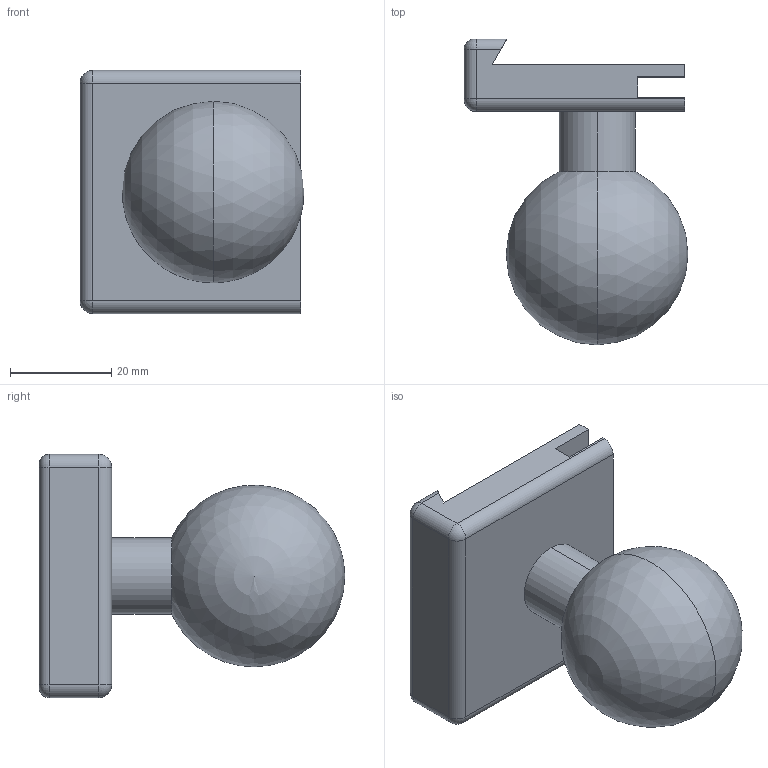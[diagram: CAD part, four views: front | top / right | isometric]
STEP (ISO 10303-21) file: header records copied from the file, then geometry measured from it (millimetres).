
FILE_DESCRIPTION (( 'STEP AP214' ), '1' );
FILE_NAME ('Beike Bk-03 floating part.STEP', '2015-10-20T23:31:02', ( '' ), ( '' ), 'SwSTEP 2.0', 'SolidWorks 2015', '' );
FILE_SCHEMA (( 'AUTOMOTIVE_DESIGN' ));
Length unit declared in the file: millimetre
Products named in the file (1): Beike Bk-03 floating part
Bounding box: 44.17 x 60.3 x 48 mm (x, y, z)
Volume: 45064.6 mm3; surface area: 11412.8 mm2
Topology: 1 solids, 1 shells, 28 faces, 71 edges, 42 vertices
Faces by surface type: plane 12, cylinder 10, sphere 4, torus 2
Entity records: 816 total; most frequent: DIRECTION 142, CARTESIAN_POINT 138, ORIENTED_EDGE 128, EDGE_CURVE 64, AXIS2_PLACEMENT_3D 51, VECTOR 40, LINE 40, VERTEX_POINT 39
